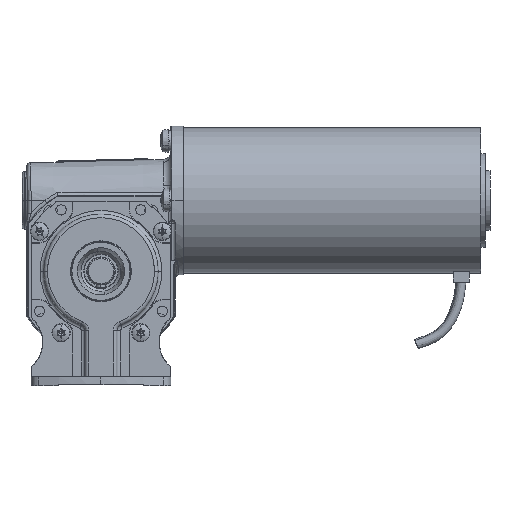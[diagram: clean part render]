
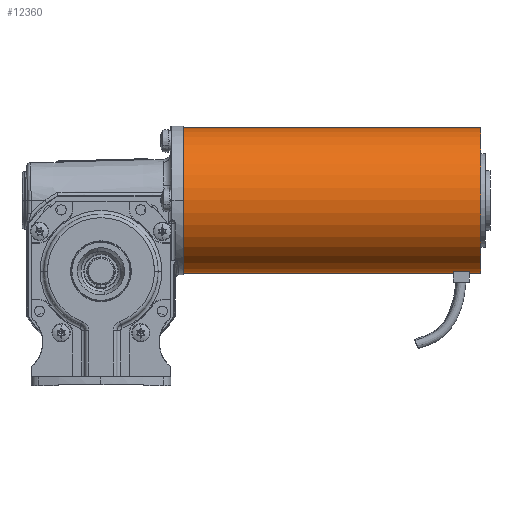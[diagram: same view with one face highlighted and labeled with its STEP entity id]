
A CAD part, top view. The second image highlights one B-rep face of the part: STEP entity #12360.
In plain terms, the highlighted cylindrical face has radius 31.847 mm (diameter 63.694 mm), a partial arc.
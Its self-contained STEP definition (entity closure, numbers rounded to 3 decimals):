
#12360=ADVANCED_FACE('',(#19624),#19625,.T.);
#19624=FACE_OUTER_BOUND('',#29911,.T.);
#19625=CYLINDRICAL_SURFACE('',#29912,31.847);
#29911=EDGE_LOOP('',(#38074,#38075,#38076,#38077,#38078,#38079,#38080,#38081));
#29912=AXIS2_PLACEMENT_3D('',#38082,#38083,#38084);
#38074=ORIENTED_EDGE('',*,*,#46186,.F.);
#38075=ORIENTED_EDGE('',*,*,#45349,.T.);
#38076=ORIENTED_EDGE('',*,*,#46187,.F.);
#38077=ORIENTED_EDGE('',*,*,#46188,.F.);
#38078=ORIENTED_EDGE('',*,*,#45017,.F.);
#38079=ORIENTED_EDGE('',*,*,#46189,.F.);
#38080=ORIENTED_EDGE('',*,*,#46190,.F.);
#38081=ORIENTED_EDGE('',*,*,#46191,.T.);
#38082=CARTESIAN_POINT('',(82.152,0.,48.464));
#38083=DIRECTION('',(-1.0,0.,0.));
#38084=DIRECTION('',(0.,1.0,0.));
#45017=EDGE_CURVE('',#53059,#53060,#53061,.T.);
#45349=EDGE_CURVE('',#53616,#53615,#53618,.T.);
#46186=EDGE_CURVE('',#53616,#55076,#55077,.T.);
#46187=EDGE_CURVE('',#55078,#53615,#55079,.T.);
#46188=EDGE_CURVE('',#53060,#55078,#55080,.T.);
#46189=EDGE_CURVE('',#55081,#53059,#55082,.T.);
#46190=EDGE_CURVE('',#55083,#55081,#55084,.T.);
#46191=EDGE_CURVE('',#55083,#55076,#55085,.T.);
#53059=VERTEX_POINT('',#66542);
#53060=VERTEX_POINT('',#66543);
#53061=LINE('',#66544,#66545);
#53615=VERTEX_POINT('',#67706);
#53616=VERTEX_POINT('',#67707);
#53618=CIRCLE('',#67709,31.847);
#55076=VERTEX_POINT('',#70392);
#55077=LINE('',#70393,#70394);
#55078=VERTEX_POINT('',#70395);
#55079=LINE('',#70396,#70397);
#55080=CIRCLE('',#70398,31.847);
#55081=VERTEX_POINT('',#70399);
#55082=CIRCLE('',#70400,31.847);
#55083=VERTEX_POINT('',#70401);
#55084=LINE('',#70402,#70403);
#55085=CIRCLE('',#70404,31.847);
#66542=CARTESIAN_POINT('',(77.152,-31.068,55.464));
#66543=CARTESIAN_POINT('',(70.152,-31.068,55.464));
#66544=CARTESIAN_POINT('',(73.652,-31.068,55.464));
#66545=VECTOR('',#82840,1.0);
#67706=CARTESIAN_POINT('',(-47.848,-31.847,48.464));
#67707=CARTESIAN_POINT('',(-47.848,31.847,48.464));
#67709=AXIS2_PLACEMENT_3D('',#83155,#83156,#83157);
#70392=CARTESIAN_POINT('',(82.152,31.847,48.464));
#70393=CARTESIAN_POINT('',(82.152,31.847,48.464));
#70394=VECTOR('',#84201,1.0);
#70395=CARTESIAN_POINT('',(70.152,-31.847,48.464));
#70396=CARTESIAN_POINT('',(82.152,-31.847,48.464));
#70397=VECTOR('',#84202,1.0);
#70398=AXIS2_PLACEMENT_3D('',#84203,#84204,#84205);
#70399=CARTESIAN_POINT('',(77.152,-31.847,48.464));
#70400=AXIS2_PLACEMENT_3D('',#84206,#84207,#84208);
#70401=CARTESIAN_POINT('',(82.152,-31.847,48.464));
#70402=CARTESIAN_POINT('',(82.152,-31.847,48.464));
#70403=VECTOR('',#84209,1.0);
#70404=AXIS2_PLACEMENT_3D('',#84210,#84211,#84212);
#82840=DIRECTION('',(-1.0,0.,0.));
#83155=CARTESIAN_POINT('',(-47.848,0.,48.464));
#83156=DIRECTION('',(1.0,0.,0.));
#83157=DIRECTION('',(0.,1.0,0.));
#84201=DIRECTION('',(1.0,0.,0.));
#84202=DIRECTION('',(-1.0,0.,0.));
#84203=CARTESIAN_POINT('',(70.152,0.,48.464));
#84204=DIRECTION('',(1.0,0.,0.));
#84205=DIRECTION('',(0.,1.0,0.));
#84206=CARTESIAN_POINT('',(77.152,0.,48.464));
#84207=DIRECTION('',(-1.0,0.,0.));
#84208=DIRECTION('',(0.,1.0,0.));
#84209=DIRECTION('',(-1.0,0.,0.));
#84210=CARTESIAN_POINT('',(82.152,0.,48.464));
#84211=DIRECTION('',(-1.0,0.,0.));
#84212=DIRECTION('',(0.,1.0,0.));
